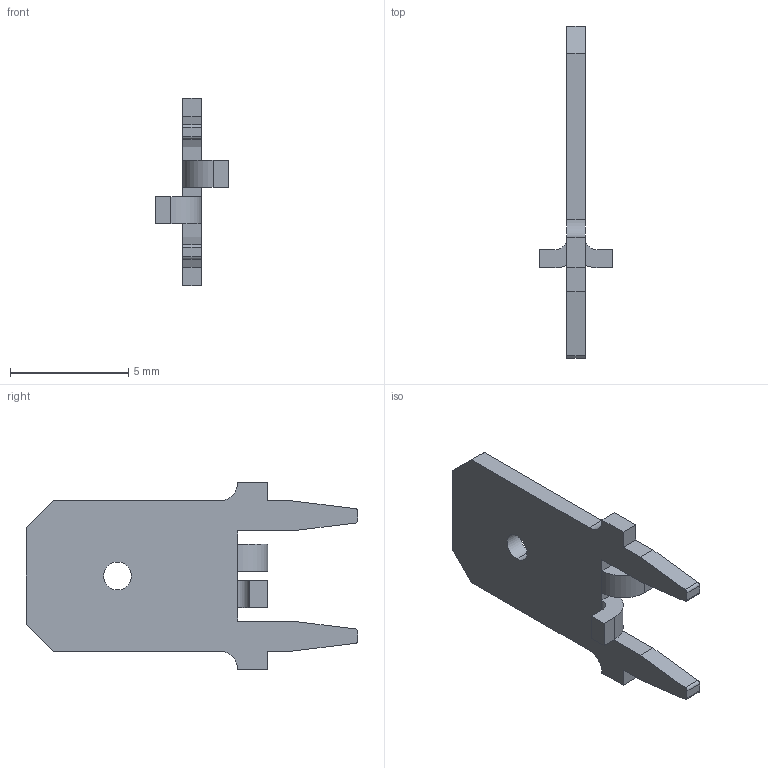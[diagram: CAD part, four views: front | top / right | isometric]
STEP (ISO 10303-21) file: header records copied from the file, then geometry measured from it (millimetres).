
FILE_DESCRIPTION (( 'STEP AP214' ), '1' );
FILE_NAME ('QuickConnect_Male_.25in_1217861-1.STEP', '2019-01-07T00:09:12', ( '' ), ( '' ), 'SwSTEP 2.0', 'SolidWorks 2017', '' );
FILE_SCHEMA (( 'AUTOMOTIVE_DESIGN' ));
Length unit declared in the file: inch
Products named in the file (1): QuickConnect_Male_.25in_1217861-1
Bounding box: 3.05 x 14.02 x 7.92 mm (x, y, z)
Volume: 55 mm3; surface area: 192.1 mm2
Topology: 1 solids, 1 shells, 48 faces, 130 edges, 84 vertices
Faces by surface type: plane 36, cylinder 12
Entity records: 1538 total; most frequent: CARTESIAN_POINT 263, ORIENTED_EDGE 260, DIRECTION 252, EDGE_CURVE 130, LINE 106, VECTOR 106, VERTEX_POINT 84, AXIS2_PLACEMENT_3D 73
